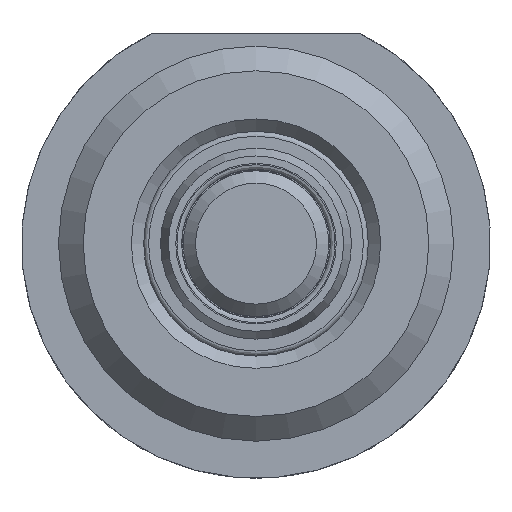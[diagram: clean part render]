
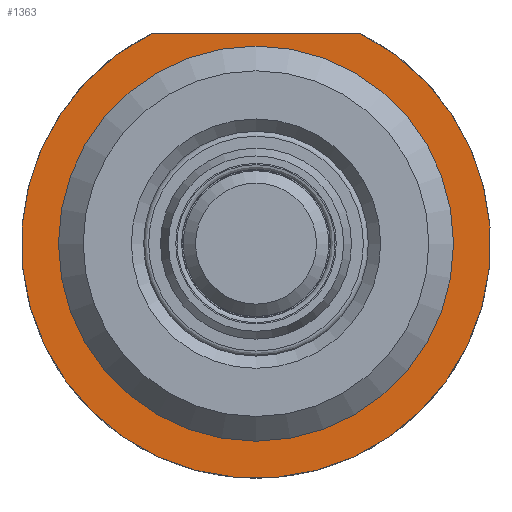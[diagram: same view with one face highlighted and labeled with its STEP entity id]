
A CAD part, front view. The second image highlights one B-rep face of the part: STEP entity #1363.
In plain terms, the highlighted planar face has unit normal (0, -1, 0).
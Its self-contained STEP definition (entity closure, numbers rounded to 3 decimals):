
#1067=CARTESIAN_POINT('',(-4.243,-47.,8.5));
#1068=VERTEX_POINT('',#1067);
#1069=CARTESIAN_POINT('',(4.243,-47.,8.5));
#1070=VERTEX_POINT('',#1069);
#1071=CARTESIAN_POINT('',(-4.243,-47.,8.5));
#1072=DIRECTION('',(1.0,0.0,0.0));
#1073=VECTOR('',#1072,8.485);
#1074=LINE('',#1071,#1073);
#1075=EDGE_CURVE('',#1068,#1070,#1074,.T.);
#1110=CARTESIAN_POINT('',(0.,-47.,0.));
#1111=DIRECTION('',(0.0,1.0,0.0));
#1112=DIRECTION('',(-0.447,0.0,0.895));
#1113=AXIS2_PLACEMENT_3D('',#1110,#1111,#1112);
#1114=CIRCLE('',#1113,9.5);
#1115=EDGE_CURVE('',#1070,#1068,#1114,.T.);
#1323=CARTESIAN_POINT('',(0.,-47.,8.));
#1324=VERTEX_POINT('',#1323);
#1325=CARTESIAN_POINT('',(0.,-47.,0.));
#1326=DIRECTION('',(0.0,1.0,0.0));
#1327=DIRECTION('',(0.0,0.0,1.0));
#1328=AXIS2_PLACEMENT_3D('',#1325,#1326,#1327);
#1329=CIRCLE('',#1328,8.0);
#1330=EDGE_CURVE('',#1324,#1324,#1329,.T.);
#1351=CARTESIAN_POINT('',(0.,-47.,0.672));
#1352=DIRECTION('',(0.0,-1.0,0.0));
#1353=DIRECTION('',(0.0,0.0,-1.0));
#1354=AXIS2_PLACEMENT_3D('',#1351,#1352,#1353);
#1355=PLANE('',#1354);
#1356=ORIENTED_EDGE('',*,*,#1075,.F.);
#1357=ORIENTED_EDGE('',*,*,#1115,.F.);
#1358=EDGE_LOOP('',(#1356,#1357));
#1359=FACE_OUTER_BOUND('',#1358,.T.);
#1360=ORIENTED_EDGE('',*,*,#1330,.T.);
#1361=EDGE_LOOP('',(#1360));
#1362=FACE_BOUND('',#1361,.T.);
#1363=ADVANCED_FACE('',(#1359,#1362),#1355,.T.);
